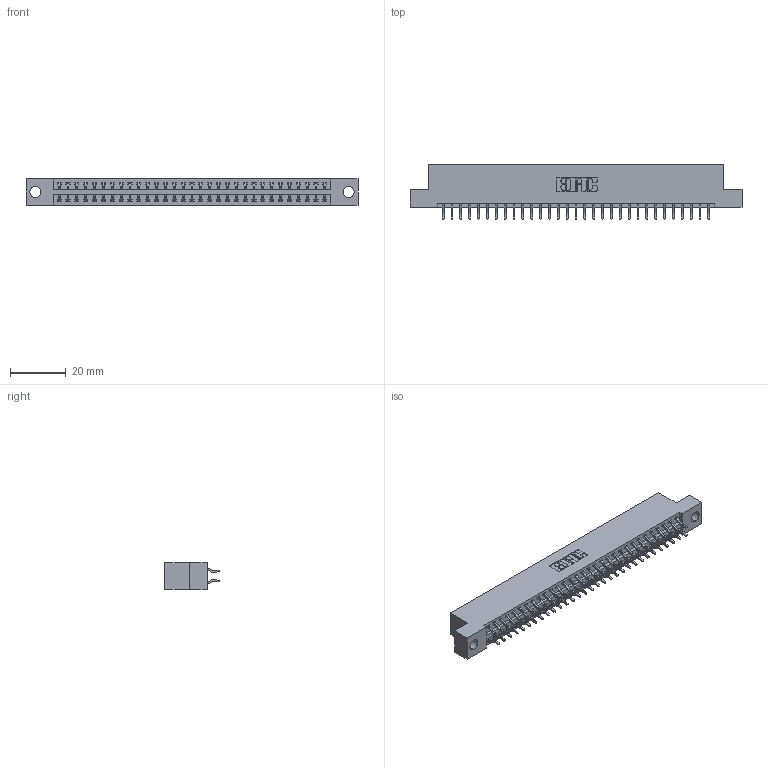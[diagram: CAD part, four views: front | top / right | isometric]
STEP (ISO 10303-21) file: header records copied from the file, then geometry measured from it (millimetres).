
FILE_DESCRIPTION (( 'STEP AP203' ), '1' );
FILE_NAME ('396-062-556-204.STEP', '2018-09-08T15:39:50', ( '' ), ( '' ), 'SwSTEP 2.0', 'SolidWorks 2016', '' );
FILE_SCHEMA (( 'CONFIG_CONTROL_DESIGN' ));
Length unit declared in the file: inch
Products named in the file (3): 346 Part_Flush Mounting Lugs - 0.156 Dia-TH; 345-292-001_556 Tail; 396-062-556-204
Assembly tree (63 placements, depth 2):
  396-062-556-204
    346 Part_Flush Mounting Lugs - 0.156 Dia-TH
    345-292-001_556 Tail  x62
Bounding box: 119 x 19.57 x 9.4 mm (x, y, z)
Volume: 11428.1 mm3; surface area: 15291.6 mm2
Topology: 63 solids, 63 shells, 3718 faces, 11055 edges, 7286 vertices
Faces by surface type: plane 2494, cylinder 1224
Entity records: 21935 total; most frequent: CARTESIAN_POINT 3644, ORIENTED_EDGE 3566, DIRECTION 3251, EDGE_CURVE 1783, LINE 1519, VECTOR 1519, VERTEX_POINT 1186, AXIS2_PLACEMENT_3D 866
